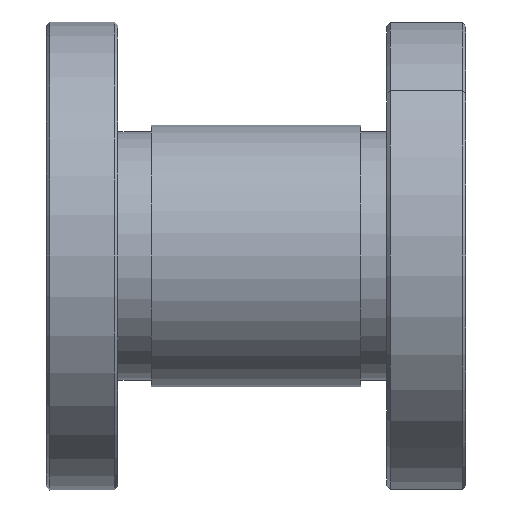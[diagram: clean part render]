
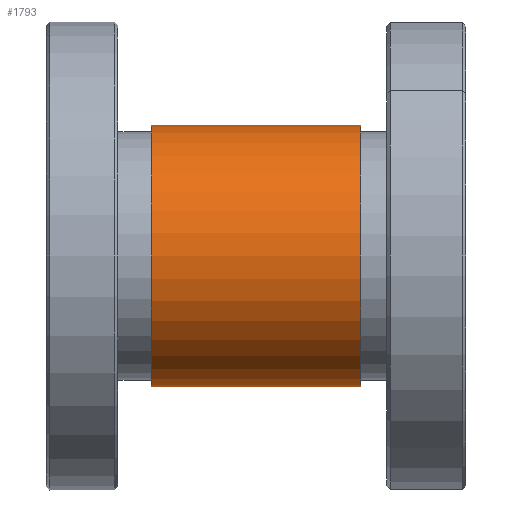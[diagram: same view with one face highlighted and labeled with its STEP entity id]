
A CAD part, left-side view. The second image highlights one B-rep face of the part: STEP entity #1793.
In plain terms, the highlighted cylindrical face has radius 31.75 mm (diameter 63.5 mm), a partial arc.
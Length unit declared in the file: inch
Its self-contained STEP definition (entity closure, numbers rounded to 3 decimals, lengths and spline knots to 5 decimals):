
#940 = CARTESIAN_POINT ( 'NONE',  ( 0., 1.21885, 1.25 ) ) ;
#995 = VERTEX_POINT ( 'NONE', #1199 ) ;
#1015 = VERTEX_POINT ( 'NONE', #1219 ) ;
#1017 = VERTEX_POINT ( 'NONE', #1221 ) ;
#1152 = EDGE_LOOP ( 'NONE', ( #1609, #1611, #1613, #1615 ) ) ;
#1199 = CARTESIAN_POINT ( 'NONE',  ( 0., 1.21885, -1.25 ) ) ;
#1219 = CARTESIAN_POINT ( 'NONE',  ( 0., -0.78115, -1.25 ) ) ;
#1221 = CARTESIAN_POINT ( 'NONE',  ( 0., -0.78115, 1.25 ) ) ;
#1325 = AXIS2_PLACEMENT_3D ( 'NONE', #4597, #4593, #4599 ) ;
#1415 = EDGE_CURVE ( 'NONE', #1015, #1017, #4450, .T. ) ;
#1416 = EDGE_CURVE ( 'NONE', #5001, #995, #4451, .T. ) ;
#1609 = ORIENTED_EDGE ( 'NONE', *, *, #1835, .F. ) ;
#1611 = ORIENTED_EDGE ( 'NONE', *, *, #1415, .T. ) ;
#1613 = ORIENTED_EDGE ( 'NONE', *, *, #1837, .T. ) ;
#1615 = ORIENTED_EDGE ( 'NONE', *, *, #1416, .T. ) ;
#1793 = ADVANCED_FACE ( 'NONE', ( #4596 ), #4598, .T. ) ;
#1835 = EDGE_CURVE ( 'NONE', #1015, #995, #2714, .T. ) ;
#1837 = EDGE_CURVE ( 'NONE', #1017, #5001, #2712, .T. ) ;
#1998 = CARTESIAN_POINT ( 'NONE',  ( 0., -0.78115, 0. ) ) ;
#1999 = DIRECTION ( 'NONE',  ( 0., 1., 0. ) ) ;
#2000 = DIRECTION ( 'NONE',  ( 0., 0., 1. ) ) ;
#2001 = CARTESIAN_POINT ( 'NONE',  ( 0., 1.21885, 0. ) ) ;
#2002 = DIRECTION ( 'NONE',  ( 0., -1., 0. ) ) ;
#2003 = DIRECTION ( 'NONE',  ( 0., 0., 1. ) ) ;
#2709 = CARTESIAN_POINT ( 'NONE',  ( 0., 2.89953, -1.25 ) ) ;
#2712 = LINE ( 'NONE', #2713, #2895 ) ;
#2713 = CARTESIAN_POINT ( 'NONE',  ( 0., 2.89953, 1.25 ) ) ;
#2714 = LINE ( 'NONE', #2709, #2891 ) ;
#2718 = DIRECTION ( 'NONE',  ( 0., 1., 0. ) ) ;
#2723 = DIRECTION ( 'NONE',  ( 0., 1., 0. ) ) ;
#2891 = VECTOR ( 'NONE', #2718, 39.37008 ) ;
#2895 = VECTOR ( 'NONE', #2723, 39.37008 ) ;
#4441 = AXIS2_PLACEMENT_3D ( 'NONE', #2001, #2002, #2003 ) ;
#4450 = CIRCLE ( 'NONE', #4455, 1.25 ) ;
#4451 = CIRCLE ( 'NONE', #4441, 1.25 ) ;
#4455 = AXIS2_PLACEMENT_3D ( 'NONE', #1998, #1999, #2000 ) ;
#4593 = DIRECTION ( 'NONE',  ( 0., 1., 0. ) ) ;
#4596 = FACE_OUTER_BOUND ( 'NONE', #1152, .T. ) ;
#4597 = CARTESIAN_POINT ( 'NONE',  ( 0., 2.89953, 0. ) ) ;
#4598 = CYLINDRICAL_SURFACE ( 'NONE', #1325, 1.25 ) ;
#4599 = DIRECTION ( 'NONE',  ( 0., 0., 1. ) ) ;
#5001 = VERTEX_POINT ( 'NONE', #940 ) ;
